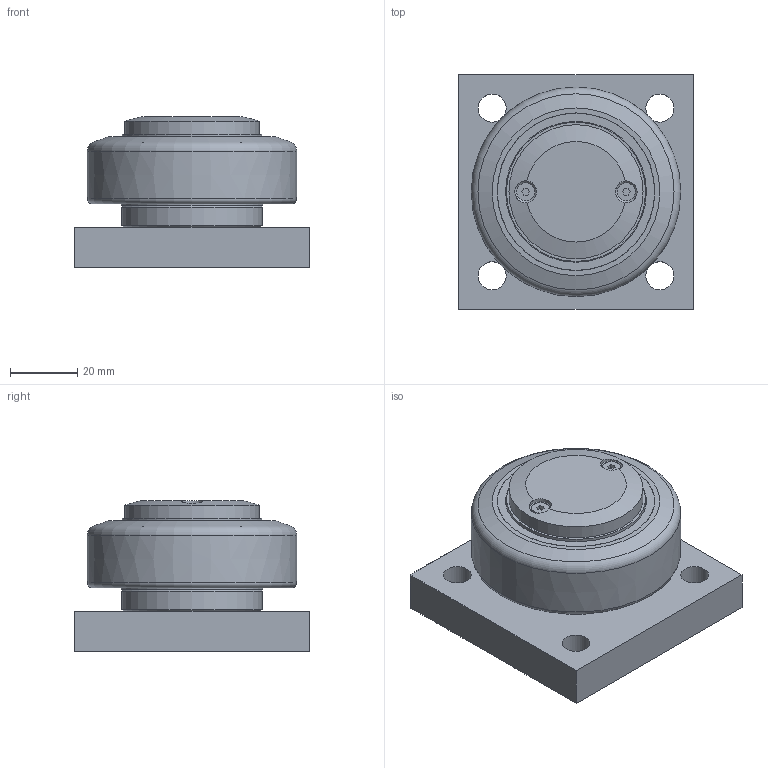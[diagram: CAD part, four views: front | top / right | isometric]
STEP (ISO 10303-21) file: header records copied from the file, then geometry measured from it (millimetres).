
FILE_DESCRIPTION(/* description */ ('-','CAx-IF Rec.Pracs.---Representation and Presentation of Product Manufacturing Information (PMI)---4.0---2014-10-13'),/* implementation_level */ '2;1');
FILE_NAME(/* name */ '6234a8e6-720a-4696-97ce-e7e4358cc48c.stp',/* time_stamp */ '2020-04-01T16:05:44+02:00',/* author */ ('-'),/* organization */ ('NTI CADcenter A/S'),/* preprocessor_version */ 'ST-DEVELOPER v18',/* originating_system */ 'Autodesk Inventor 2020',/* authorisation */ '-');
FILE_SCHEMA (('AP242_MANAGED_MODEL_BASED_3D_ENGINEERING_MIM_LF { 1 0 10303 442 1 1 4 }'));
Length unit declared in the file: millimetre
Products named in the file (1): HTR 060.0360 BQ1000_Kontur
Bounding box: 70 x 70 x 45 mm (x, y, z)
Volume: 128862.2 mm3; surface area: 34929.6 mm2
Topology: 1 solids, 1 shells, 292 faces, 851 edges, 504 vertices
Faces by surface type: plane 182, cylinder 98, cone 7, torus 4, bspline 1
Full cylindrical faces by diameter (mm): 3 x1, 5.35 x2, 6.5 x2, 8.376 x4, 40 x1, 41.5 x1, 42 x2, 42.1 x3, 45 x1, 45.5 x1, 45.7 x2, 47 x4, 50 x1
Entity records: 10413 total; most frequent: DIRECTION 2105, CARTESIAN_POINT 1830, ORIENTED_EDGE 1772, AXIS2_PLACEMENT_3D 939, EDGE_CURVE 886, CIRCLE 647, VERTEX_POINT 504, EDGE_LOOP 318
